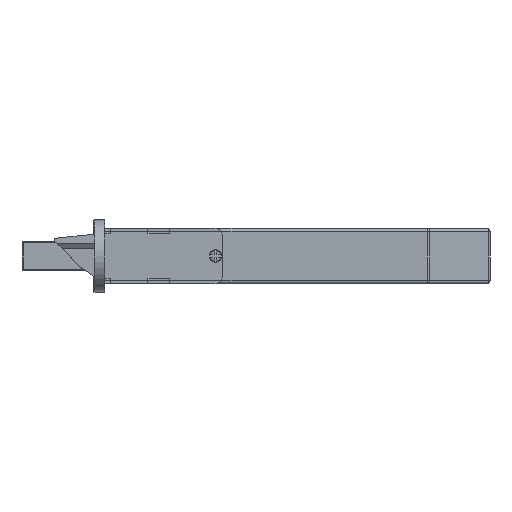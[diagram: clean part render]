
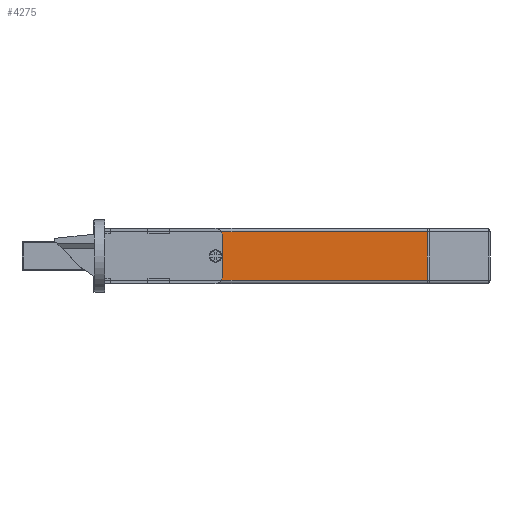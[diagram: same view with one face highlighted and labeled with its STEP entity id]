
A CAD part, front view. The second image highlights one B-rep face of the part: STEP entity #4275.
In plain terms, the highlighted planar face has unit normal (0, -1, 0).
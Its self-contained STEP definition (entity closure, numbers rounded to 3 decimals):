
#159 = DIRECTION ( 'NONE',  ( 0., -1., 0. ) ) ;
#234 = EDGE_CURVE ( 'NONE', #8685, #2068, #1949, .T. ) ;
#325 = CARTESIAN_POINT ( 'NONE',  ( 44.75, -14.7, 4.25 ) ) ;
#422 = VECTOR ( 'NONE', #5489, 1000. ) ;
#768 = EDGE_CURVE ( 'NONE', #6101, #4404, #9759, .T. ) ;
#782 = DIRECTION ( 'NONE',  ( 0., 0., -1. ) ) ;
#826 = CARTESIAN_POINT ( 'NONE',  ( 103.586, -14.7, -1.75 ) ) ;
#927 = DIRECTION ( 'NONE',  ( 1., 0., 0. ) ) ;
#959 = VERTEX_POINT ( 'NONE', #7007 ) ;
#1137 = DIRECTION ( 'NONE',  ( -1., 0., 0. ) ) ;
#1502 = AXIS2_PLACEMENT_3D ( 'NONE', #5151, #3600, #4268 ) ;
#1664 = DIRECTION ( 'NONE',  ( 0., -1., 0. ) ) ;
#1801 = VECTOR ( 'NONE', #5523, 1000. ) ;
#1913 = LINE ( 'NONE', #9726, #2418 ) ;
#1949 = CIRCLE ( 'NONE', #7738, 1.75 ) ;
#2068 = VERTEX_POINT ( 'NONE', #325 ) ;
#2299 = EDGE_LOOP ( 'NONE', ( #8313, #3464 ) ) ;
#2418 = VECTOR ( 'NONE', #1137, 1000. ) ;
#2639 = CARTESIAN_POINT ( 'NONE',  ( 14., -14.7, -1.75 ) ) ;
#2722 = DIRECTION ( 'NONE',  ( 1., 0., 0. ) ) ;
#2784 = EDGE_CURVE ( 'NONE', #6101, #959, #9498, .T. ) ;
#3013 = CARTESIAN_POINT ( 'NONE',  ( 44.75, -14.7, 6. ) ) ;
#3237 = ORIENTED_EDGE ( 'NONE', *, *, #6774, .T. ) ;
#3412 = FACE_OUTER_BOUND ( 'NONE', #3787, .T. ) ;
#3464 = ORIENTED_EDGE ( 'NONE', *, *, #234, .F. ) ;
#3600 = DIRECTION ( 'NONE',  ( 0., -1., 0. ) ) ;
#3762 = CARTESIAN_POINT ( 'NONE',  ( 103.586, -14.7, -0.75 ) ) ;
#3787 = EDGE_LOOP ( 'NONE', ( #9805, #4837, #5970, #3237 ) ) ;
#4104 = VECTOR ( 'NONE', #2722, 1000. ) ;
#4268 = DIRECTION ( 'NONE',  ( 0., 0., -1. ) ) ;
#4275 = ADVANCED_FACE ( 'NONE', ( #4857, #3412 ), #8017, .T. ) ;
#4315 = CIRCLE ( 'NONE', #1502, 1.75 ) ;
#4404 = VERTEX_POINT ( 'NONE', #3762 ) ;
#4708 = EDGE_CURVE ( 'NONE', #2068, #8685, #4315, .T. ) ;
#4837 = ORIENTED_EDGE ( 'NONE', *, *, #768, .T. ) ;
#4857 = FACE_BOUND ( 'NONE', #2299, .T. ) ;
#5151 = CARTESIAN_POINT ( 'NONE',  ( 44.75, -14.7, 6. ) ) ;
#5268 = CARTESIAN_POINT ( 'NONE',  ( 14., -14.7, -0.75 ) ) ;
#5489 = DIRECTION ( 'NONE',  ( 0., 0., 1. ) ) ;
#5523 = DIRECTION ( 'NONE',  ( 0., 0., 1. ) ) ;
#5725 = CARTESIAN_POINT ( 'NONE',  ( 104., -14.7, -0.75 ) ) ;
#5970 = ORIENTED_EDGE ( 'NONE', *, *, #9459, .T. ) ;
#6101 = VERTEX_POINT ( 'NONE', #5268 ) ;
#6774 = EDGE_CURVE ( 'NONE', #8741, #959, #1913, .T. ) ;
#7007 = CARTESIAN_POINT ( 'NONE',  ( 14., -14.7, 12.75 ) ) ;
#7073 = CARTESIAN_POINT ( 'NONE',  ( 103.586, -14.7, 12.75 ) ) ;
#7738 = AXIS2_PLACEMENT_3D ( 'NONE', #3013, #1664, #782 ) ;
#7957 = CARTESIAN_POINT ( 'NONE',  ( 14., -14.7, -1.75 ) ) ;
#8017 = PLANE ( 'NONE',  #9124 ) ;
#8313 = ORIENTED_EDGE ( 'NONE', *, *, #4708, .F. ) ;
#8431 = CARTESIAN_POINT ( 'NONE',  ( 44.75, -14.7, 7.75 ) ) ;
#8685 = VERTEX_POINT ( 'NONE', #8431 ) ;
#8741 = VERTEX_POINT ( 'NONE', #7073 ) ;
#9124 = AXIS2_PLACEMENT_3D ( 'NONE', #2639, #159, #927 ) ;
#9459 = EDGE_CURVE ( 'NONE', #4404, #8741, #10143, .T. ) ;
#9498 = LINE ( 'NONE', #7957, #1801 ) ;
#9726 = CARTESIAN_POINT ( 'NONE',  ( 14., -14.7, 12.75 ) ) ;
#9759 = LINE ( 'NONE', #5725, #4104 ) ;
#9805 = ORIENTED_EDGE ( 'NONE', *, *, #2784, .F. ) ;
#10143 = LINE ( 'NONE', #826, #422 ) ;
